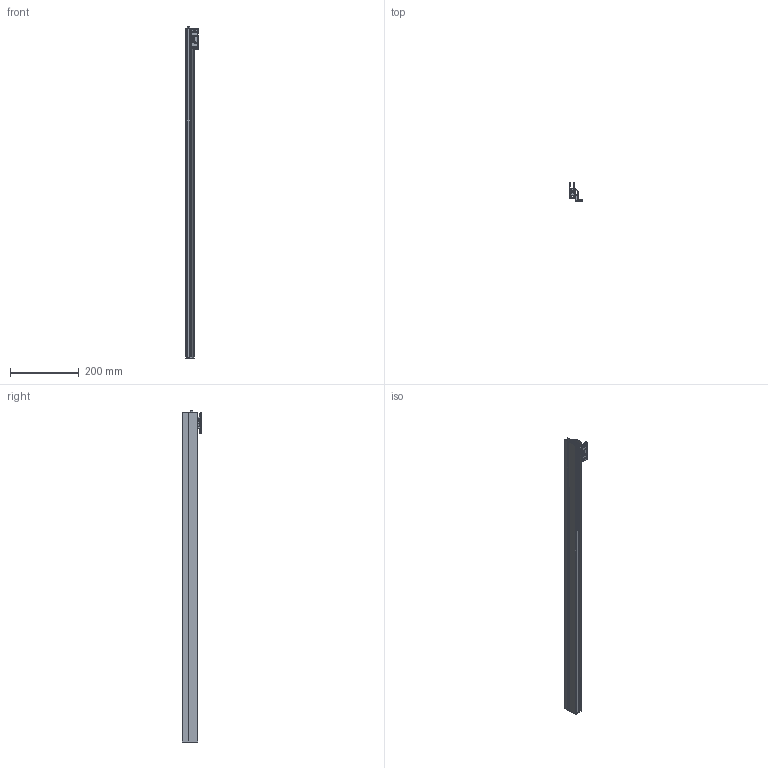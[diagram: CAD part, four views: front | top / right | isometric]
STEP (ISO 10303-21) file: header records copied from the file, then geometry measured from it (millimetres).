
FILE_DESCRIPTION (( 'STEP AP203' ), '1' );
FILE_NAME ('KG-SL10 959.STEP', '2025-03-04T16:01:02', ( '' ), ( '' ), 'SwSTEP 2.0', 'SolidWorks 2023', '' );
FILE_SCHEMA (( 'CONFIG_CONTROL_DESIGN' ));
Length unit declared in the file: millimetre
Products named in the file (7): Laserabdeckung_01; KG-SL10 959; Betätigungsteil_KT; Aussengehäuse_KT_960; Innengeometrie_KT_960; Schutzprofil KG-SL10_01; Bodenführung spielfrei_01
Assembly tree (6 placements, depth 2):
  KG-SL10 959
    Aussengehäuse_KT_960
    Innengeometrie_KT_960
    Betätigungsteil_KT
    Schutzprofil KG-SL10_01
    Bodenführung spielfrei_01
    Laserabdeckung_01
Bounding box: 37.5 x 58 x 967 mm (x, y, z)
Volume: 363950.8 mm3; surface area: 531202.1 mm2
Topology: 51 solids, 51 shells, 2303 faces, 6422 edges, 4258 vertices
Faces by surface type: bspline 1098, plane 1049, cylinder 111, torus 31, cone 14
Entity records: 125981 total; most frequent: CARTESIAN_POINT 73105, ORIENTED_EDGE 12840, DIRECTION 6919, EDGE_CURVE 6420, VERTEX_POINT 4258, VECTOR 3923, LINE 3923, EDGE_LOOP 2592
